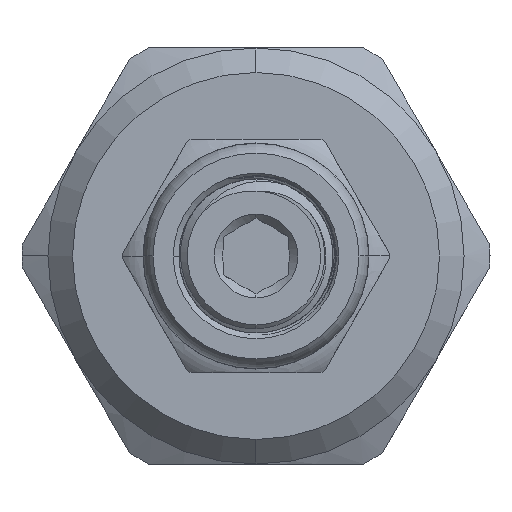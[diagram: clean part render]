
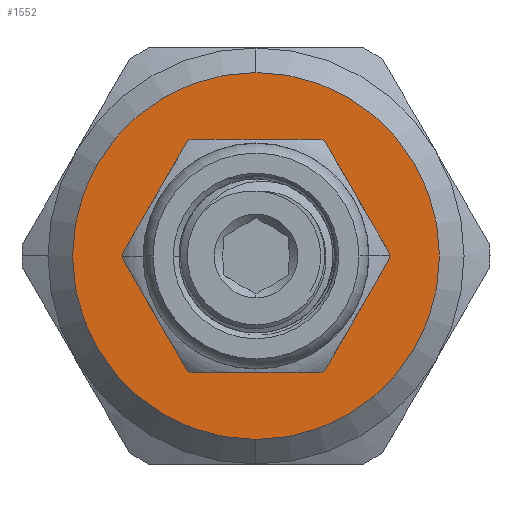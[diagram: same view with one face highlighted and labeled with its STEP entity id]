
A CAD part, left-side view. The second image highlights one B-rep face of the part: STEP entity #1552.
In plain terms, the highlighted planar face has unit normal (-1, 0, 0).
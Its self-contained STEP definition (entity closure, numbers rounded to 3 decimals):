
#225 = CARTESIAN_POINT ( 'NONE',  ( -6.2, 0., 0. ) ) ;
#1552 = ADVANCED_FACE ( 'NONE', ( #1936, #10829 ), #9441, .F. ) ;
#1936 = FACE_BOUND ( 'NONE', #10907, .T. ) ;
#1976 = VERTEX_POINT ( 'NONE', #3390 ) ;
#2128 = CIRCLE ( 'NONE', #8789, 11.2 ) ;
#2342 = ORIENTED_EDGE ( 'NONE', *, *, #9072, .T. ) ;
#3255 = VERTEX_POINT ( 'NONE', #8404 ) ;
#3390 = CARTESIAN_POINT ( 'NONE',  ( -6.2, 0., -11.2 ) ) ;
#3869 = CARTESIAN_POINT ( 'NONE',  ( -6.2, 0., 0. ) ) ;
#3897 = CARTESIAN_POINT ( 'NONE',  ( -6.2, -6.875, 0. ) ) ;
#4190 = AXIS2_PLACEMENT_3D ( 'NONE', #3869, #5612, #10049 ) ;
#4248 = DIRECTION ( 'NONE',  ( 1., 0., 0. ) ) ;
#4488 = CIRCLE ( 'NONE', #5924, 6.875 ) ;
#5101 = CARTESIAN_POINT ( 'NONE',  ( -6.2, 0., 0. ) ) ;
#5612 = DIRECTION ( 'NONE',  ( -1., 0., 0. ) ) ;
#5782 = CARTESIAN_POINT ( 'NONE',  ( -6.2, 0., 11.2 ) ) ;
#5924 = AXIS2_PLACEMENT_3D ( 'NONE', #9870, #7286, #10932 ) ;
#5988 = VERTEX_POINT ( 'NONE', #5782 ) ;
#6158 = CIRCLE ( 'NONE', #8524, 6.875 ) ;
#6257 = EDGE_CURVE ( 'NONE', #10203, #3255, #6158, .T. ) ;
#6388 = DIRECTION ( 'NONE',  ( 0., 1., 0. ) ) ;
#6712 = DIRECTION ( 'NONE',  ( 0., 0., -1. ) ) ;
#6831 = ORIENTED_EDGE ( 'NONE', *, *, #8420, .T. ) ;
#7286 = DIRECTION ( 'NONE',  ( 1., 0., 0. ) ) ;
#8359 = CIRCLE ( 'NONE', #4190, 11.2 ) ;
#8399 = EDGE_LOOP ( 'NONE', ( #2342, #11482 ) ) ;
#8404 = CARTESIAN_POINT ( 'NONE',  ( -6.2, 6.875, 0. ) ) ;
#8420 = EDGE_CURVE ( 'NONE', #3255, #10203, #4488, .T. ) ;
#8524 = AXIS2_PLACEMENT_3D ( 'NONE', #225, #9050, #6388 ) ;
#8664 = EDGE_CURVE ( 'NONE', #5988, #1976, #2128, .T. ) ;
#8789 = AXIS2_PLACEMENT_3D ( 'NONE', #5101, #11161, #6712 ) ;
#9050 = DIRECTION ( 'NONE',  ( 1., 0., 0. ) ) ;
#9072 = EDGE_CURVE ( 'NONE', #1976, #5988, #8359, .T. ) ;
#9356 = AXIS2_PLACEMENT_3D ( 'NONE', #11247, #4248, #11369 ) ;
#9441 = PLANE ( 'NONE',  #9356 ) ;
#9870 = CARTESIAN_POINT ( 'NONE',  ( -6.2, 0., 0. ) ) ;
#10049 = DIRECTION ( 'NONE',  ( 0., 0., -1. ) ) ;
#10203 = VERTEX_POINT ( 'NONE', #3897 ) ;
#10829 = FACE_OUTER_BOUND ( 'NONE', #8399, .T. ) ;
#10907 = EDGE_LOOP ( 'NONE', ( #11216, #6831 ) ) ;
#10932 = DIRECTION ( 'NONE',  ( 0., 1., 0. ) ) ;
#11161 = DIRECTION ( 'NONE',  ( -1., 0., 0. ) ) ;
#11216 = ORIENTED_EDGE ( 'NONE', *, *, #6257, .T. ) ;
#11247 = CARTESIAN_POINT ( 'NONE',  ( -6.2, 0., 0. ) ) ;
#11369 = DIRECTION ( 'NONE',  ( 0., 0., -1. ) ) ;
#11482 = ORIENTED_EDGE ( 'NONE', *, *, #8664, .T. ) ;
